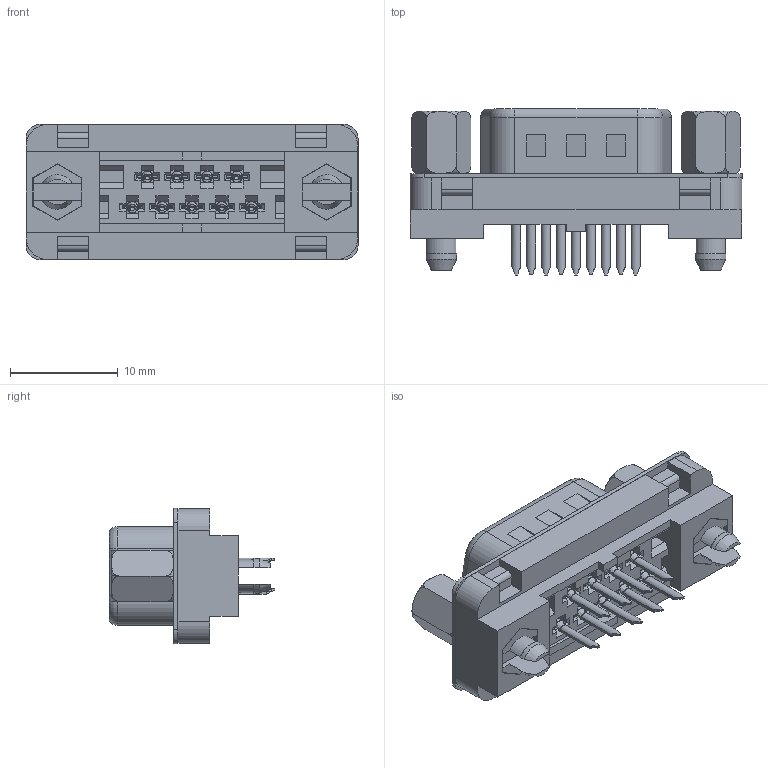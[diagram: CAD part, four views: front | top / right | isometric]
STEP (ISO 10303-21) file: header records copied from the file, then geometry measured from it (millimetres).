
FILE_DESCRIPTION((''),'2;1');
FILE_NAME('192-09105121-A1','2019-08-09T',('cq'),(''),'PRO/ENGINEER BY PARAMETRIC TECHNOLOGY CORPORATION, 2009280','PRO/ENGINEER BY PARAMETRIC TECHNOLOGY CORPORATION, 2009280','');
FILE_SCHEMA(('CONFIG_CONTROL_DESIGN'));
Products named in the file (1): 192-09105121-A1
Bounding box: 30.81 x 15.4 x 12.55 mm (x, y, z)
Volume: 1807.8 mm3; surface area: 3599.5 mm2
Topology: 10 solids, 14 shells, 1249 faces, 3455 edges, 2206 vertices
Faces by surface type: plane 631, cylinder 326, bspline 212, sphere 36, cone 28, torus 16
Entity records: 58613 total; most frequent: CARTESIAN_POINT 28574, ORIENTED_EDGE 6822, DIRECTION 5238, EDGE_CURVE 3411, VERTEX_POINT 2206, VECTOR 2072, LINE 2072, AXIS2_PLACEMENT_3D 1583
